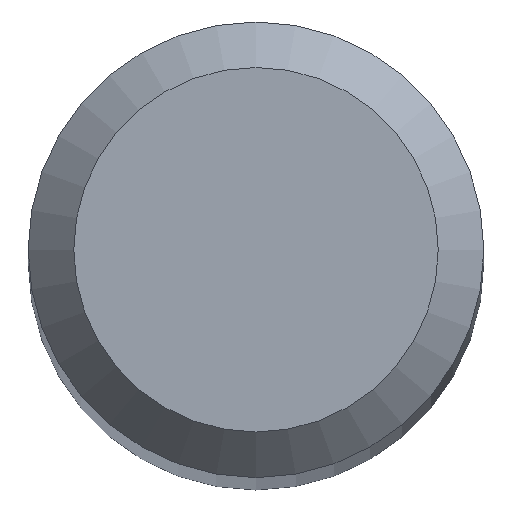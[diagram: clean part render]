
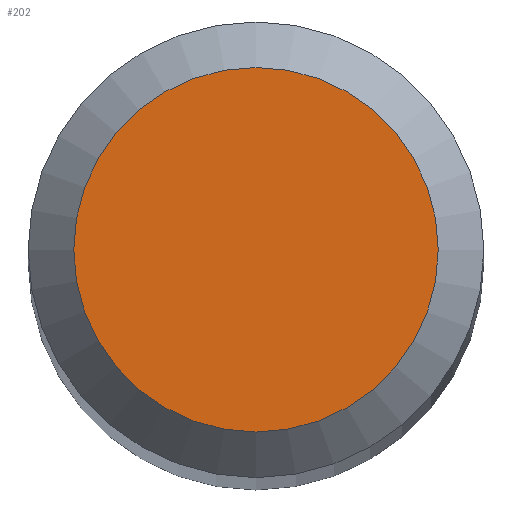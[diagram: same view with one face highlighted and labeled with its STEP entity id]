
A CAD part, top view. The second image highlights one B-rep face of the part: STEP entity #202.
In plain terms, the highlighted planar face has unit normal (0, 0, 1).
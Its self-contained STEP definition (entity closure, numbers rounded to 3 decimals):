
#4 = AXIS2_PLACEMENT_3D ( 'NONE', #49, #148, #238 ) ;
#11 = CARTESIAN_POINT ( 'NONE',  ( 0., 0., 30. ) ) ;
#14 = VERTEX_POINT ( 'NONE', #183 ) ;
#19 = EDGE_LOOP ( 'NONE', ( #254 ) ) ;
#49 = CARTESIAN_POINT ( 'NONE',  ( 0., 0., 30. ) ) ;
#65 = CIRCLE ( 'NONE', #250, 0.6 ) ;
#132 = DIRECTION ( 'NONE',  ( 0., 0., -1. ) ) ;
#148 = DIRECTION ( 'NONE',  ( 0., 0., -1. ) ) ;
#169 = FACE_OUTER_BOUND ( 'NONE', #19, .T. ) ;
#183 = CARTESIAN_POINT ( 'NONE',  ( 0., 0.6, 30. ) ) ;
#202 = ADVANCED_FACE ( 'NONE', ( #169 ), #260, .F. ) ;
#228 = DIRECTION ( 'NONE',  ( 0., 1., 0. ) ) ;
#238 = DIRECTION ( 'NONE',  ( 0., 1., 0. ) ) ;
#250 = AXIS2_PLACEMENT_3D ( 'NONE', #11, #132, #228 ) ;
#254 = ORIENTED_EDGE ( 'NONE', *, *, #286, .F. ) ;
#260 = PLANE ( 'NONE',  #4 ) ;
#286 = EDGE_CURVE ( 'NONE', #14, #14, #65, .T. ) ;
